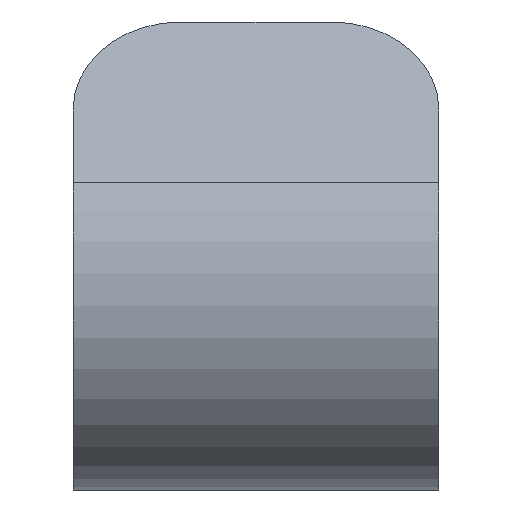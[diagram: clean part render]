
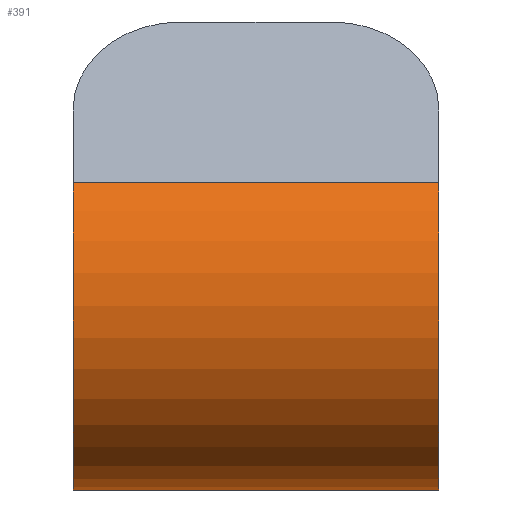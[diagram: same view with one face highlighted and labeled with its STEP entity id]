
A CAD part, left-side view. The second image highlights one B-rep face of the part: STEP entity #391.
In plain terms, the highlighted cylindrical face has radius 9 mm (diameter 18 mm), a partial arc.
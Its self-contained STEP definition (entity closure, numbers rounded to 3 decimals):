
#130=CARTESIAN_POINT('Vertex',(-15.505,-8.5,14.29)) ;
#157=CARTESIAN_POINT('Axis2P3D Location',(-8.224,-8.5,9.)) ;
#161=CARTESIAN_POINT('Vertex',(-8.224,-8.5,0.)) ;
#309=CARTESIAN_POINT('Vertex',(-8.224,8.5,0.)) ;
#336=CARTESIAN_POINT('Line Origine',(-8.224,0.,0.)) ;
#368=CARTESIAN_POINT('Axis2P3D Location',(-8.224,0.,9.)) ;
#373=CARTESIAN_POINT('Line Origine',(-15.505,0.,14.29)) ;
#377=CARTESIAN_POINT('Vertex',(-15.505,8.5,14.29)) ;
#380=CARTESIAN_POINT('Axis2P3D Location',(-8.224,8.5,9.)) ;
#158=DIRECTION('Axis2P3D Direction',(0.,1.,0.)) ;
#337=DIRECTION('Vector Direction',(0.,1.,0.)) ;
#369=DIRECTION('Axis2P3D Direction',(0.,1.,0.)) ;
#370=DIRECTION('Axis2P3D XDirection',(0.,0.,-1.)) ;
#374=DIRECTION('Vector Direction',(0.,1.,0.)) ;
#381=DIRECTION('Axis2P3D Direction',(0.,1.,0.)) ;
#159=AXIS2_PLACEMENT_3D('Circle Axis2P3D',#157,#158,$) ;
#371=AXIS2_PLACEMENT_3D('Cylinder Axis2P3D',#368,#369,#370) ;
#382=AXIS2_PLACEMENT_3D('Circle Axis2P3D',#380,#381,$) ;
#386=ORIENTED_EDGE('',*,*,#340,.F.) ;
#387=ORIENTED_EDGE('',*,*,#163,.F.) ;
#388=ORIENTED_EDGE('',*,*,#379,.F.) ;
#389=ORIENTED_EDGE('',*,*,#384,.T.) ;
#338=VECTOR('Line Direction',#337,1.) ;
#375=VECTOR('Line Direction',#374,1.) ;
#391=ADVANCED_FACE('Corps principal',(#390),#372,.T.) ;
#160=CIRCLE('generated circle',#159,9.) ;
#383=CIRCLE('generated circle',#382,9.) ;
#372=CYLINDRICAL_SURFACE('generated cylinder',#371,9.) ;
#163=EDGE_CURVE('',#131,#162,#160,.F.) ;
#340=EDGE_CURVE('',#162,#310,#339,.T.) ;
#379=EDGE_CURVE('',#378,#131,#376,.F.) ;
#384=EDGE_CURVE('',#378,#310,#383,.F.) ;
#385=EDGE_LOOP('',(#386,#387,#388,#389)) ;
#390=FACE_OUTER_BOUND('',#385,.T.) ;
#339=LINE('Line',#336,#338) ;
#376=LINE('Line',#373,#375) ;
#131=VERTEX_POINT('',#130) ;
#162=VERTEX_POINT('',#161) ;
#310=VERTEX_POINT('',#309) ;
#378=VERTEX_POINT('',#377) ;
